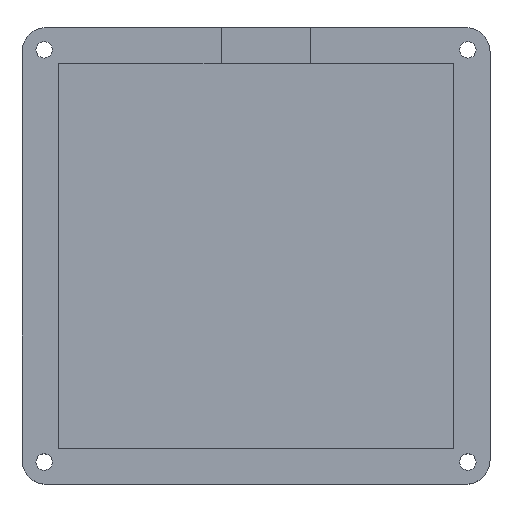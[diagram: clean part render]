
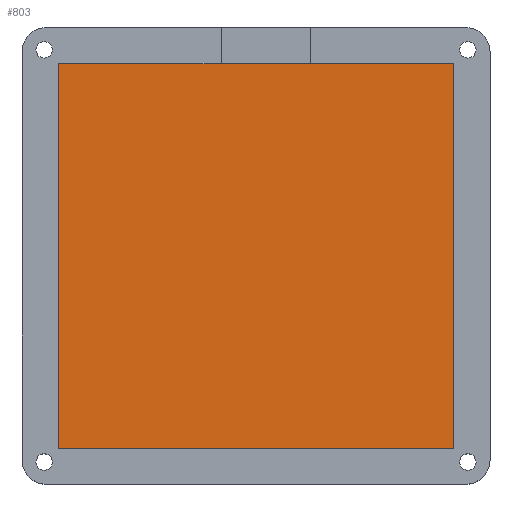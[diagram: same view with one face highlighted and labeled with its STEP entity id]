
A CAD part, top view. The second image highlights one B-rep face of the part: STEP entity #803.
In plain terms, the highlighted planar face has unit normal (0, 0, 1).
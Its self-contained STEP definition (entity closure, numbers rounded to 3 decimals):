
#125=FACE_OUTER_BOUND('',#175,.T.);
#175=EDGE_LOOP('',(#663,#664,#665,#666));
#248=LINE('',#1533,#316);
#249=LINE('',#1535,#317);
#250=LINE('',#1537,#318);
#251=LINE('',#1538,#319);
#316=VECTOR('',#1016,10.);
#317=VECTOR('',#1017,10.);
#318=VECTOR('',#1018,10.);
#319=VECTOR('',#1019,10.);
#394=VERTEX_POINT('',#1531);
#395=VERTEX_POINT('',#1532);
#396=VERTEX_POINT('',#1534);
#397=VERTEX_POINT('',#1536);
#495=EDGE_CURVE('',#394,#395,#248,.T.);
#496=EDGE_CURVE('',#396,#394,#249,.T.);
#497=EDGE_CURVE('',#397,#396,#250,.T.);
#498=EDGE_CURVE('',#395,#397,#251,.T.);
#663=ORIENTED_EDGE('',*,*,#495,.F.);
#664=ORIENTED_EDGE('',*,*,#496,.F.);
#665=ORIENTED_EDGE('',*,*,#497,.F.);
#666=ORIENTED_EDGE('',*,*,#498,.F.);
#763=PLANE('',#861);
#803=ADVANCED_FACE('',(#125),#763,.T.);
#861=AXIS2_PLACEMENT_3D('',#1530,#1014,#1015);
#1014=DIRECTION('center_axis',(0.,0.,1.));
#1015=DIRECTION('ref_axis',(1.,0.,0.));
#1016=DIRECTION('',(1.,0.,0.));
#1017=DIRECTION('',(0.,1.,0.));
#1018=DIRECTION('',(-1.,0.,0.));
#1019=DIRECTION('',(0.,-1.,0.));
#1530=CARTESIAN_POINT('Origin',(-7.135,-2.815,3.));
#1531=CARTESIAN_POINT('',(-48.117,36.976,3.));
#1532=CARTESIAN_POINT('',(33.846,36.976,3.));
#1533=CARTESIAN_POINT('',(-27.626,36.976,3.));
#1534=CARTESIAN_POINT('',(-48.117,-42.605,3.));
#1535=CARTESIAN_POINT('',(-48.117,-22.71,3.));
#1536=CARTESIAN_POINT('',(33.846,-42.605,3.));
#1537=CARTESIAN_POINT('',(13.355,-42.605,3.));
#1538=CARTESIAN_POINT('',(33.846,17.081,3.));
